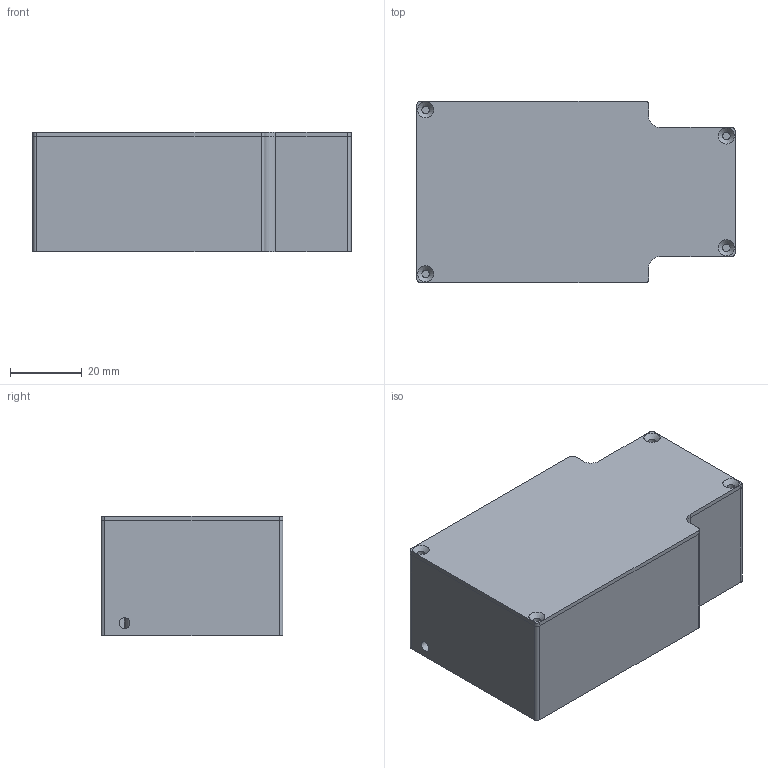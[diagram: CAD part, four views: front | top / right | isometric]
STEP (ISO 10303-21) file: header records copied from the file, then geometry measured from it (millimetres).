
FILE_DESCRIPTION(/* description */ (''),/* implementation_level */ '2;1');
FILE_NAME(/* name */ 'Knife Switch Controller Box.step',/* time_stamp */ '2022-02-21T08:43:34-06:00',/* author */ (''),/* organization */ (''),/* preprocessor_version */ 'ST-DEVELOPER v18.1',/* originating_system */ 'Autodesk Translation Framework v10.13.0.1454',/* authorisation */ '');
FILE_SCHEMA (('AUTOMOTIVE_DESIGN { 1 0 10303 214 3 1 1 }'));
Length unit declared in the file: millimetre
Products named in the file (1): Knife Switch Controller Box
Bounding box: 88.5 x 50.5 x 33.2 mm (x, y, z)
Volume: 31178.9 mm3; surface area: 33613.3 mm2
Topology: 2 solids, 2 shells, 199 faces, 538 edges, 358 vertices
Faces by surface type: plane 91, bspline 64, cylinder 40, cone 4
Full cylindrical faces by diameter (mm): 2.1 x8, 3 x2, 5 x1, 6 x1, 8.1 x2
Entity records: 6914 total; most frequent: CARTESIAN_POINT 2184, ORIENTED_EDGE 1076, DIRECTION 772, EDGE_CURVE 538, VERTEX_POINT 358, LINE 320, VECTOR 320, EDGE_LOOP 232
